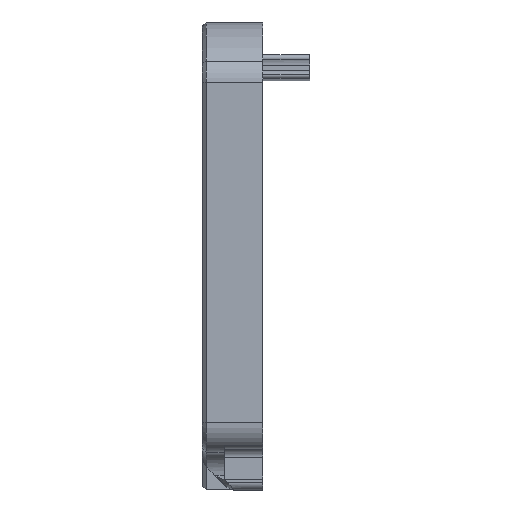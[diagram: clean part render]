
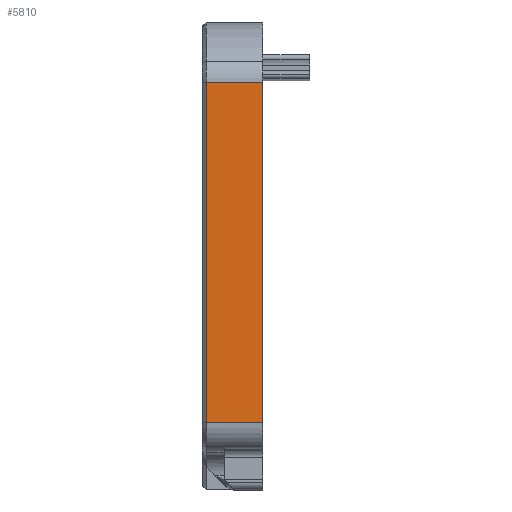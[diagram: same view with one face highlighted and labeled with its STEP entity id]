
A CAD part, front view. The second image highlights one B-rep face of the part: STEP entity #5810.
In plain terms, the highlighted planar face has unit normal (0, -1, 0.001).
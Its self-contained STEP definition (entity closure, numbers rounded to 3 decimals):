
#261 = PLANE('',#262);
#262 = AXIS2_PLACEMENT_3D('',#263,#264,#265);
#263 = CARTESIAN_POINT('',(0.25,-21.85,-29.897));
#264 = DIRECTION('',(-0.707,-0.707,0.001)
  );
#265 = DIRECTION('',(0.,-0.001,
    -1.));
#2141 = VERTEX_POINT('',#2142);
#2142 = CARTESIAN_POINT('',(0.5,-22.044,13.588));
#2179 = CYLINDRICAL_SURFACE('',#2180,4.);
#2180 = AXIS2_PLACEMENT_3D('',#2181,#2182,#2183);
#2181 = CARTESIAN_POINT('',(0.,-18.045,
    13.492));
#2182 = DIRECTION('',(-1.,0.,0.));
#2183 = DIRECTION('',(0.,1.,0.));
#2249 = VERTEX_POINT('',#2250);
#2250 = CARTESIAN_POINT('',(0.5,-22.1,-29.897));
#2273 = EDGE_CURVE('',#2249,#2141,#2274,.T.);
#2274 = SURFACE_CURVE('',#2275,(#2279,#2286),.PCURVE_S1.);
#2275 = LINE('',#2276,#2277);
#2276 = CARTESIAN_POINT('',(0.5,-22.1,-29.897));
#2277 = VECTOR('',#2278,1.);
#2278 = DIRECTION('',(0.,0.001,
    1.));
#2279 = PCURVE('',#261,#2280);
#2280 = DEFINITIONAL_REPRESENTATION('',(#2281),#2285);
#2281 = LINE('',#2282,#2283);
#2282 = CARTESIAN_POINT('',(0.,0.354));
#2283 = VECTOR('',#2284,1.);
#2284 = DIRECTION('',(-1.,0.));
#2285 = ( GEOMETRIC_REPRESENTATION_CONTEXT(2) 
PARAMETRIC_REPRESENTATION_CONTEXT() REPRESENTATION_CONTEXT('2D SPACE',''
  ) );
#2286 = PCURVE('',#2287,#2292);
#2287 = PLANE('',#2288);
#2288 = AXIS2_PLACEMENT_3D('',#2289,#2290,#2291);
#2289 = CARTESIAN_POINT('',(0.,-22.044,
    13.588));
#2290 = DIRECTION('',(0.,1.,
    -0.001));
#2291 = DIRECTION('',(0.,-0.001,
    -1.));
#2292 = DEFINITIONAL_REPRESENTATION('',(#2293),#2297);
#2293 = LINE('',#2294,#2295);
#2294 = CARTESIAN_POINT('',(43.485,-0.5));
#2295 = VECTOR('',#2296,1.);
#2296 = DIRECTION('',(-1.,0.));
#2297 = ( GEOMETRIC_REPRESENTATION_CONTEXT(2) 
PARAMETRIC_REPRESENTATION_CONTEXT() REPRESENTATION_CONTEXT('2D SPACE',''
  ) );
#2396 = CYLINDRICAL_SURFACE('',#2397,3.8);
#2397 = AXIS2_PLACEMENT_3D('',#2398,#2399,#2400);
#2398 = CARTESIAN_POINT('',(0.,-18.3,
    -29.897));
#2399 = DIRECTION('',(-1.,0.,0.));
#2400 = DIRECTION('',(0.,1.,0.));
#4129 = PLANE('',#4130);
#4130 = AXIS2_PLACEMENT_3D('',#4131,#4132,#4133);
#4131 = CARTESIAN_POINT('',(7.7,0.041,-6.554));
#4132 = DIRECTION('',(1.,0.,0.));
#4133 = DIRECTION('',(0.,0.,1.));
#5655 = VERTEX_POINT('',#5656);
#5656 = CARTESIAN_POINT('',(7.7,-22.044,13.588));
#5678 = EDGE_CURVE('',#2141,#5655,#5679,.T.);
#5679 = SURFACE_CURVE('',#5680,(#5684,#5691),.PCURVE_S1.);
#5680 = LINE('',#5681,#5682);
#5681 = CARTESIAN_POINT('',(0.,-22.044,
    13.588));
#5682 = VECTOR('',#5683,1.);
#5683 = DIRECTION('',(1.,0.,0.));
#5684 = PCURVE('',#2179,#5685);
#5685 = DEFINITIONAL_REPRESENTATION('',(#5686),#5690);
#5686 = LINE('',#5687,#5688);
#5687 = CARTESIAN_POINT('',(-3.118,0.));
#5688 = VECTOR('',#5689,1.);
#5689 = DIRECTION('',(-0.,-1.));
#5690 = ( GEOMETRIC_REPRESENTATION_CONTEXT(2) 
PARAMETRIC_REPRESENTATION_CONTEXT() REPRESENTATION_CONTEXT('2D SPACE',''
  ) );
#5691 = PCURVE('',#2287,#5692);
#5692 = DEFINITIONAL_REPRESENTATION('',(#5693),#5697);
#5693 = LINE('',#5694,#5695);
#5694 = CARTESIAN_POINT('',(0.,0.));
#5695 = VECTOR('',#5696,1.);
#5696 = DIRECTION('',(0.,-1.));
#5697 = ( GEOMETRIC_REPRESENTATION_CONTEXT(2) 
PARAMETRIC_REPRESENTATION_CONTEXT() REPRESENTATION_CONTEXT('2D SPACE',''
  ) );
#5810 = ADVANCED_FACE('',(#5811),#2287,.F.);
#5811 = FACE_BOUND('',#5812,.F.);
#5812 = EDGE_LOOP('',(#5813,#5814,#5837,#5858));
#5813 = ORIENTED_EDGE('',*,*,#5678,.T.);
#5814 = ORIENTED_EDGE('',*,*,#5815,.T.);
#5815 = EDGE_CURVE('',#5655,#5816,#5818,.T.);
#5816 = VERTEX_POINT('',#5817);
#5817 = CARTESIAN_POINT('',(7.7,-22.1,-29.897));
#5818 = SURFACE_CURVE('',#5819,(#5823,#5830),.PCURVE_S1.);
#5819 = LINE('',#5820,#5821);
#5820 = CARTESIAN_POINT('',(7.7,-22.044,13.588));
#5821 = VECTOR('',#5822,1.);
#5822 = DIRECTION('',(0.,-0.001,
    -1.));
#5823 = PCURVE('',#2287,#5824);
#5824 = DEFINITIONAL_REPRESENTATION('',(#5825),#5829);
#5825 = LINE('',#5826,#5827);
#5826 = CARTESIAN_POINT('',(0.,-7.7));
#5827 = VECTOR('',#5828,1.);
#5828 = DIRECTION('',(1.,0.));
#5829 = ( GEOMETRIC_REPRESENTATION_CONTEXT(2) 
PARAMETRIC_REPRESENTATION_CONTEXT() REPRESENTATION_CONTEXT('2D SPACE',''
  ) );
#5830 = PCURVE('',#4129,#5831);
#5831 = DEFINITIONAL_REPRESENTATION('',(#5832),#5836);
#5832 = LINE('',#5833,#5834);
#5833 = CARTESIAN_POINT('',(20.142,22.085));
#5834 = VECTOR('',#5835,1.);
#5835 = DIRECTION('',(-1.,0.001));
#5836 = ( GEOMETRIC_REPRESENTATION_CONTEXT(2) 
PARAMETRIC_REPRESENTATION_CONTEXT() REPRESENTATION_CONTEXT('2D SPACE',''
  ) );
#5837 = ORIENTED_EDGE('',*,*,#5838,.F.);
#5838 = EDGE_CURVE('',#2249,#5816,#5839,.T.);
#5839 = SURFACE_CURVE('',#5840,(#5844,#5851),.PCURVE_S1.);
#5840 = LINE('',#5841,#5842);
#5841 = CARTESIAN_POINT('',(0.,-22.1,
    -29.897));
#5842 = VECTOR('',#5843,1.);
#5843 = DIRECTION('',(1.,0.,0.));
#5844 = PCURVE('',#2287,#5845);
#5845 = DEFINITIONAL_REPRESENTATION('',(#5846),#5850);
#5846 = LINE('',#5847,#5848);
#5847 = CARTESIAN_POINT('',(43.485,0.));
#5848 = VECTOR('',#5849,1.);
#5849 = DIRECTION('',(0.,-1.));
#5850 = ( GEOMETRIC_REPRESENTATION_CONTEXT(2) 
PARAMETRIC_REPRESENTATION_CONTEXT() REPRESENTATION_CONTEXT('2D SPACE',''
  ) );
#5851 = PCURVE('',#2396,#5852);
#5852 = DEFINITIONAL_REPRESENTATION('',(#5853),#5857);
#5853 = LINE('',#5854,#5855);
#5854 = CARTESIAN_POINT('',(-3.142,0.));
#5855 = VECTOR('',#5856,1.);
#5856 = DIRECTION('',(-0.,-1.));
#5857 = ( GEOMETRIC_REPRESENTATION_CONTEXT(2) 
PARAMETRIC_REPRESENTATION_CONTEXT() REPRESENTATION_CONTEXT('2D SPACE',''
  ) );
#5858 = ORIENTED_EDGE('',*,*,#2273,.T.);
